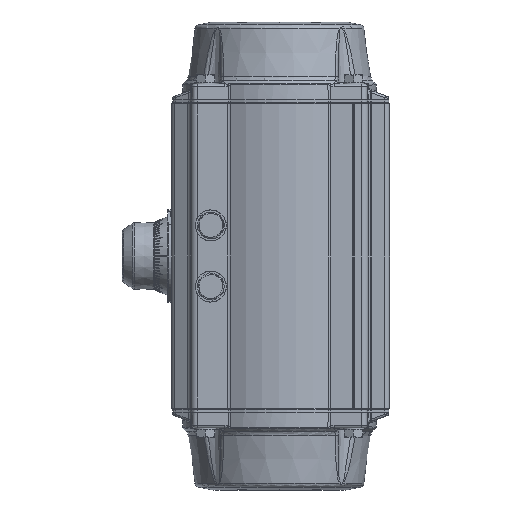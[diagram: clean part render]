
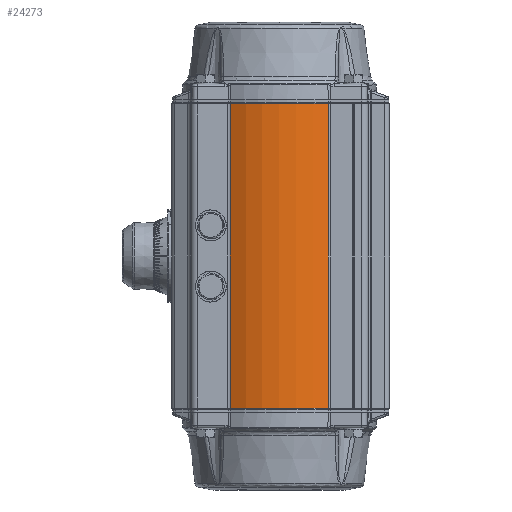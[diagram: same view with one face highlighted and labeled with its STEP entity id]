
A CAD part, left-side view. The second image highlights one B-rep face of the part: STEP entity #24273.
In plain terms, the highlighted cylindrical face has radius 99 mm (diameter 198 mm), a partial arc.
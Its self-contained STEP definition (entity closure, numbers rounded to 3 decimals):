
#3531=FACE_OUTER_BOUND('',#5014,.T.);
#5014=EDGE_LOOP('',(#22561,#22562,#22563,#22564));
#6578=LINE('',#57873,#8148);
#6590=LINE('',#57934,#8160);
#8148=VECTOR('',#33368,308.);
#8160=VECTOR('',#33406,308.);
#9044=CIRCLE('',#25999,99.);
#9470=CIRCLE('',#26785,99.);
#11010=VERTEX_POINT('',#47178);
#11011=VERTEX_POINT('',#47180);
#11700=VERTEX_POINT('',#57781);
#11701=VERTEX_POINT('',#57783);
#14145=EDGE_CURVE('',#11011,#11010,#9044,.T.);
#15303=EDGE_CURVE('',#11701,#11700,#9470,.T.);
#15349=EDGE_CURVE('',#11701,#11010,#6578,.T.);
#15367=EDGE_CURVE('',#11011,#11700,#6590,.T.);
#22561=ORIENTED_EDGE('',*,*,#15349,.F.);
#22562=ORIENTED_EDGE('',*,*,#15303,.T.);
#22563=ORIENTED_EDGE('',*,*,#15367,.F.);
#22564=ORIENTED_EDGE('',*,*,#14145,.T.);
#22841=CYLINDRICAL_SURFACE('',#26826,99.);
#24273=ADVANCED_FACE('',(#3531),#22841,.T.);
#25999=AXIS2_PLACEMENT_3D('',#47181,#31305,#31306);
#26785=AXIS2_PLACEMENT_3D('',#57784,#33284,#33285);
#26826=AXIS2_PLACEMENT_3D('',#57933,#33404,#33405);
#31305=DIRECTION('center_axis',(0.,0.,1.));
#31306=DIRECTION('ref_axis',(-0.859,0.513,0.));
#33284=DIRECTION('center_axis',(0.,0.,-1.));
#33285=DIRECTION('ref_axis',(-0.859,0.513,0.));
#33368=DIRECTION('',(0.,0.,-1.));
#33404=DIRECTION('center_axis',(0.,0.,1.));
#33405=DIRECTION('ref_axis',(-0.859,0.513,0.));
#33406=DIRECTION('',(0.,0.,1.));
#47178=CARTESIAN_POINT('',(-87.276,-52.739,0.));
#47180=CARTESIAN_POINT('',(-87.276,46.48,0.));
#47181=CARTESIAN_POINT('Origin',(-1.603,-3.129,0.));
#57781=CARTESIAN_POINT('',(-87.276,46.48,308.));
#57783=CARTESIAN_POINT('',(-87.276,-52.739,308.));
#57784=CARTESIAN_POINT('Origin',(-1.603,-3.129,308.));
#57873=CARTESIAN_POINT('',(-87.276,-52.739,308.));
#57933=CARTESIAN_POINT('Origin',(-1.603,-3.129,0.));
#57934=CARTESIAN_POINT('',(-87.276,46.48,0.));
